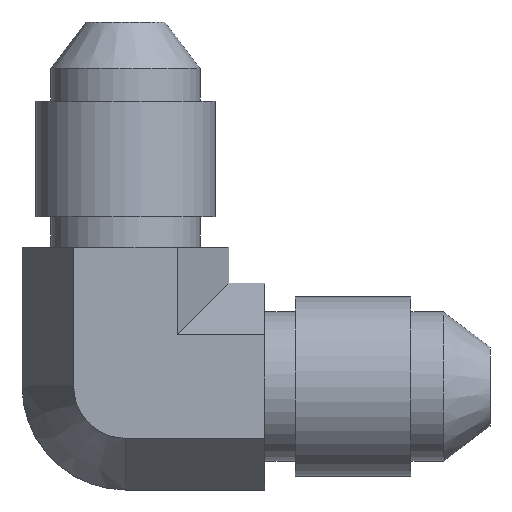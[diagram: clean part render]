
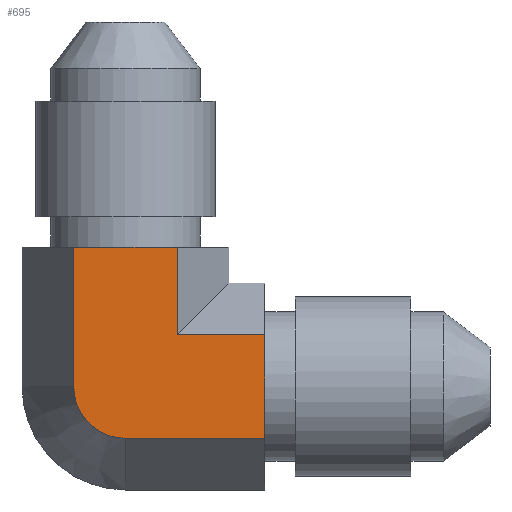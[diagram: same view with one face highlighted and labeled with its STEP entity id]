
A CAD part, front view. The second image highlights one B-rep face of the part: STEP entity #695.
In plain terms, the highlighted planar face has unit normal (0, -1, 0).
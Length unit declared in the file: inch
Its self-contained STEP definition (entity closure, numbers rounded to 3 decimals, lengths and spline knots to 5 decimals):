
#13=DIRECTION('',(-1.,0.,0.));
#14=VECTOR('',#13,0.25259);
#15=CARTESIAN_POINT('',(0.1263,-0.21875,0.34));
#16=LINE('',#15,#14);
#89=DIRECTION('',(0.,0.,-1.));
#90=VECTOR('',#89,0.34);
#91=CARTESIAN_POINT('',(-0.1263,-0.21875,0.34));
#92=LINE('',#91,#90);
#93=CARTESIAN_POINT('',(0.,-0.21875,0.));
#94=DIRECTION('',(0.,-1.,0.));
#95=DIRECTION('',(-1.,0.,0.));
#96=AXIS2_PLACEMENT_3D('',#93,#94,#95);
#98=DIRECTION('',(0.,0.,-1.));
#99=VECTOR('',#98,0.2137);
#100=CARTESIAN_POINT('',(0.1263,-0.21875,0.34));
#101=LINE('',#100,#99);
#102=DIRECTION('',(1.,0.,0.));
#103=VECTOR('',#102,0.2137);
#104=CARTESIAN_POINT('',(0.1263,-0.21875,0.1263));
#105=LINE('',#104,#103);
#122=DIRECTION('',(0.,0.,-1.));
#123=VECTOR('',#122,0.25259);
#124=CARTESIAN_POINT('',(0.34,-0.21875,0.1263));
#125=LINE('',#124,#123);
#152=DIRECTION('',(1.,0.,0.));
#153=VECTOR('',#152,0.34);
#154=CARTESIAN_POINT('',(0.,-0.21875,-0.1263));
#155=LINE('',#154,#153);
#412=CARTESIAN_POINT('',(0.1263,-0.21875,0.34));
#413=VERTEX_POINT('',#412);
#414=CARTESIAN_POINT('',(-0.1263,-0.21875,0.34));
#415=VERTEX_POINT('',#414);
#424=CARTESIAN_POINT('',(0.1263,-0.21875,0.1263));
#425=VERTEX_POINT('',#424);
#430=CARTESIAN_POINT('',(0.34,-0.21875,0.1263));
#431=VERTEX_POINT('',#430);
#432=CARTESIAN_POINT('',(0.34,-0.21875,-0.1263));
#433=VERTEX_POINT('',#432);
#438=CARTESIAN_POINT('',(-0.1263,-0.21875,0.));
#439=CARTESIAN_POINT('',(0.,-0.21875,-0.1263));
#440=VERTEX_POINT('',#438);
#441=VERTEX_POINT('',#439);
#679=CARTESIAN_POINT('',(0.1263,-0.21875,0.34));
#680=DIRECTION('',(0.,-1.,0.));
#681=DIRECTION('',(-1.,0.,0.));
#682=AXIS2_PLACEMENT_3D('',#679,#680,#681);
#683=PLANE('',#682);
#684=ORIENTED_EDGE('',*,*,#670,.F.);
#685=ORIENTED_EDGE('',*,*,#660,.F.);
#686=ORIENTED_EDGE('',*,*,#544,.F.);
#687=ORIENTED_EDGE('',*,*,#570,.T.);
#688=ORIENTED_EDGE('',*,*,#585,.T.);
#690=ORIENTED_EDGE('',*,*,#689,.T.);
#692=ORIENTED_EDGE('',*,*,#691,.F.);
#693=EDGE_LOOP('',(#684,#685,#686,#687,#688,#690,#692));
#694=FACE_OUTER_BOUND('',#693,.F.);
#695=ADVANCED_FACE('',(#694),#683,.T.);
#97=CIRCLE('',#96,0.1263);
#544=EDGE_CURVE('',#413,#415,#16,.T.);
#570=EDGE_CURVE('',#413,#425,#101,.T.);
#585=EDGE_CURVE('',#425,#431,#105,.T.);
#660=EDGE_CURVE('',#415,#440,#92,.T.);
#670=EDGE_CURVE('',#440,#441,#97,.T.);
#689=EDGE_CURVE('',#431,#433,#125,.T.);
#691=EDGE_CURVE('',#441,#433,#155,.T.);
